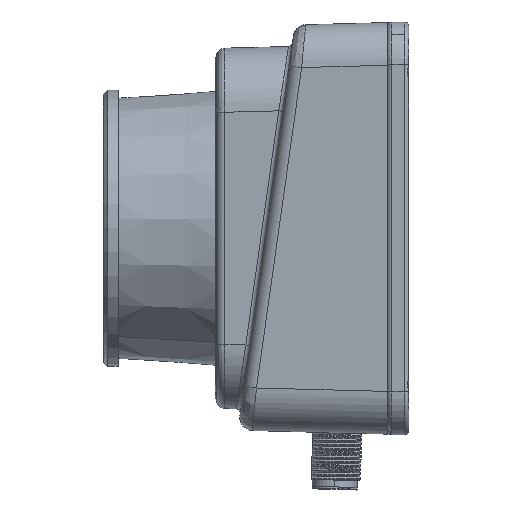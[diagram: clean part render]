
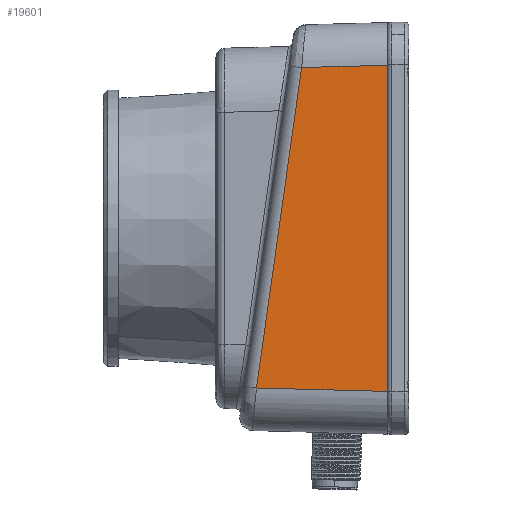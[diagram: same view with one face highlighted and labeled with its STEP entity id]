
A CAD part, left-side view. The second image highlights one B-rep face of the part: STEP entity #19601.
In plain terms, the highlighted planar face has unit normal (-1, 0.026, 0).
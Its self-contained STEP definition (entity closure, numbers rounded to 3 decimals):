
#590=DIRECTION('',(0.,0.,1.));
#591=VECTOR('',#590,76.316);
#592=CARTESIAN_POINT('',(-114.433,5.,-93.329));
#593=LINE('',#592,#591);
#782=CARTESIAN_POINT('',(-114.433,5.,-93.329));
#802=DIRECTION('',(-0.026,-0.999,0.026));
#803=VECTOR('',#802,20.081);
#804=CARTESIAN_POINT('',(-113.907,25.068,-17.538));
#805=LINE('',#804,#803);
#806=DIRECTION('',(0.026,0.999,0.026));
#807=VECTOR('',#806,30.642);
#808=CARTESIAN_POINT('',(-114.433,5.,-93.329));
#809=LINE('',#808,#807);
#810=DIRECTION('',(-0.004,-0.139,0.99));
#811=VECTOR('',#810,75.728);
#812=CARTESIAN_POINT('',(-113.631,35.621,-92.527));
#813=LINE('',#812,#811);
#16946=VERTEX_POINT('',#782);
#16947=CARTESIAN_POINT('',(-114.433,5.,
-17.013));
#16948=VERTEX_POINT('',#16947);
#17005=CARTESIAN_POINT('',(-113.631,35.621,
-92.527));
#17006=VERTEX_POINT('',#17005);
#17007=CARTESIAN_POINT('',(-113.907,25.068,
-17.538));
#17008=VERTEX_POINT('',#17007);
#19588=CARTESIAN_POINT('',(-113.778,30.,
-55.171));
#19589=DIRECTION('',(-1.,0.026,0.));
#19590=DIRECTION('',(0.026,1.,0.));
#19591=AXIS2_PLACEMENT_3D('',#19588,#19589,#19590);
#19592=PLANE('',#19591);
#19594=ORIENTED_EDGE('',*,*,#19593,.T.);
#19595=ORIENTED_EDGE('',*,*,#19337,.F.);
#19596=ORIENTED_EDGE('',*,*,#19579,.T.);
#19598=ORIENTED_EDGE('',*,*,#19597,.T.);
#19599=EDGE_LOOP('',(#19594,#19595,#19596,#19598));
#19600=FACE_OUTER_BOUND('',#19599,.F.);
#19601=ADVANCED_FACE('',(#19600),#19592,.T.);
#19337=EDGE_CURVE('',#16946,#16948,#593,.T.);
#19579=EDGE_CURVE('',#16946,#17006,#809,.T.);
#19593=EDGE_CURVE('',#17008,#16948,#805,.T.);
#19597=EDGE_CURVE('',#17006,#17008,#813,.T.);
